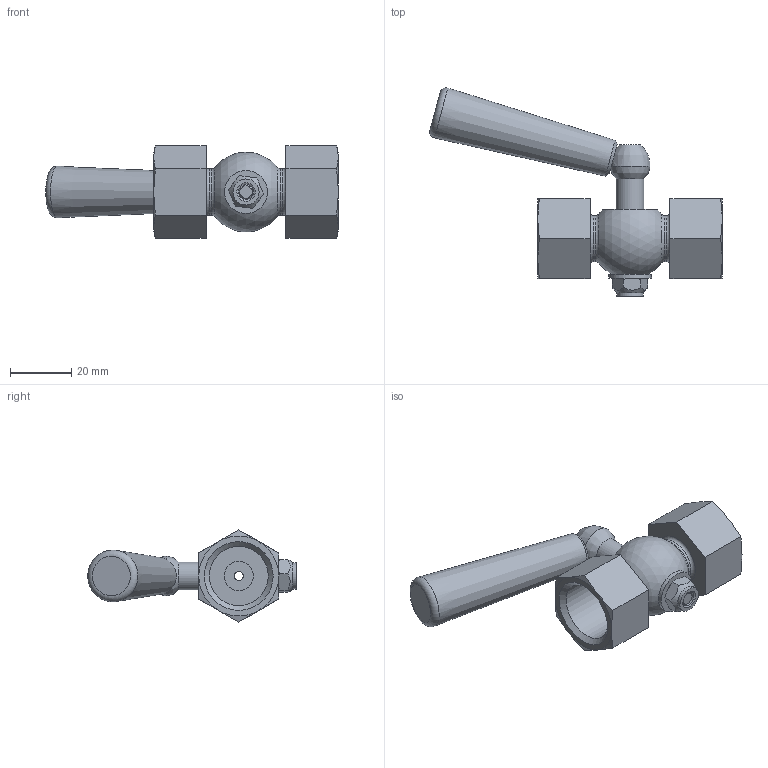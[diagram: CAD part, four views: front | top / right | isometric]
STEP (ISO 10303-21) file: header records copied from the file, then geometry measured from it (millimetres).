
FILE_DESCRIPTION(/* description */ ('Кран трехходовой G1_2 внутр-G1_2 внутр'),/* implementation_level */ '2;1');
FILE_NAME(/* name */ 'Кран трехходовой G1_2 внутр-G1_2 внутр.stp',/* time_stamp */ '2024-02-28T11:59:28+03:00',/* author */ ('Tech'),/* organization */ (''),/* preprocessor_version */ 'ST-DEVELOPER v18.1',/* originating_system */ 'Autodesk Inventor 2021',/* authorisation */ '');
FILE_SCHEMA (('AUTOMOTIVE_DESIGN { 1 0 10303 214 3 1 1 }'));
Length unit declared in the file: millimetre
Products named in the file (1): Кран трехходовой 
G1_2 внутр-G1_2 внутр
Bounding box: 95.16 x 67.82 x 30.02 mm (x, y, z)
Volume: 31810.6 mm3; surface area: 18308.9 mm2
Topology: 7 solids, 7 shells, 117 faces, 288 edges, 191 vertices
Faces by surface type: plane 45, cone 36, cylinder 24, bspline 6, torus 5, sphere 1
Full cylindrical faces by diameter (mm): 2 x2, 2.5 x1, 3 x4, 3.5 x1, 4.2 x1, 4.917 x1, 5 x2, 8.5 x1, 9 x1, 9.5 x2, 11 x1, 14 x1, 15 x2, 18.631 x1, 19.17 x1
Entity records: 4371 total; most frequent: CARTESIAN_POINT 1627, ORIENTED_EDGE 572, DIRECTION 546, EDGE_CURVE 286, AXIS2_PLACEMENT_3D 232, VERTEX_POINT 191, EDGE_LOOP 149, CIRCLE 120
